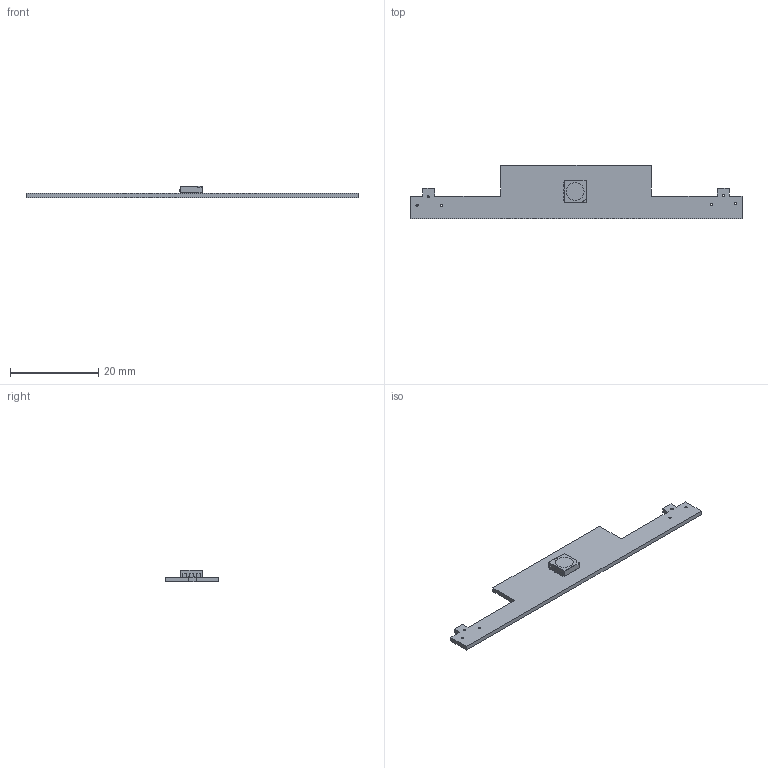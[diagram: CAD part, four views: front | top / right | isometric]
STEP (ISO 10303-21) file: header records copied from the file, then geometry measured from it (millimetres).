
FILE_DESCRIPTION(('for SolidWorks'),'2;1');
FILE_NAME('MODEL.step', '2015-12-30T17:37:39',('Tim'),(''),'Open CASCADE STEP processor 6.6', 'Diptrace','Unknown');
FILE_SCHEMA(('AUTOMOTIVE_DESIGN { 1 0 10303 214 1 1 1 1 }'));
Length unit declared in the file: millimetre
Products named in the file (3): PCB; Board; Model_2
Assembly tree (2 placements, depth 2):
  PCB
    Board
    Model_2
Bounding box: 75.1 x 12.07 x 2.59 mm (x, y, z)
Volume: 622.6 mm3; surface area: 1528.6 mm2
Topology: 1 solids, 2 shells, 152 faces, 357 edges, 210 vertices
Faces by surface type: plane 146, cylinder 6
Full cylindrical faces by diameter (mm): 0.486 x6
Entity records: 5139 total; most frequent: CARTESIAN_POINT 722, ORIENTED_EDGE 714, DIRECTION 681, EDGE_CURVE 357, LINE 343, VECTOR 343, VERTEX_POINT 210, AXIS2_PLACEMENT_3D 169
